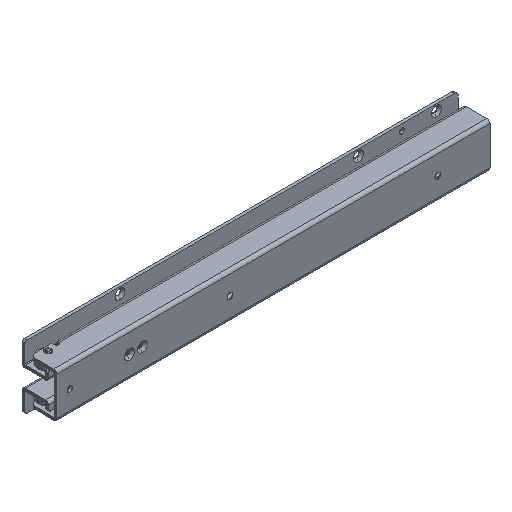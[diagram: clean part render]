
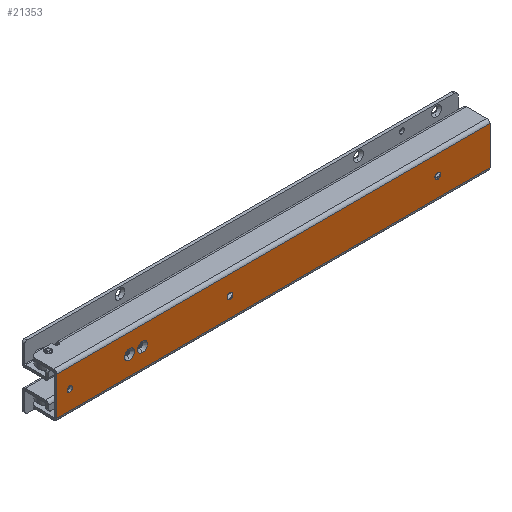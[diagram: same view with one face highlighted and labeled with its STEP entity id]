
A CAD part, isometric view. The second image highlights one B-rep face of the part: STEP entity #21353.
In plain terms, the highlighted face is planar.
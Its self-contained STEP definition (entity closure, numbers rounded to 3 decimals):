
#87 = CARTESIAN_POINT ( 'NONE',  ( 300., 0., 0. ) ) ;
#131 = CARTESIAN_POINT ( 'NONE',  ( 401., 0., 0. ) ) ;
#134 = CIRCLE ( 'NONE', #12404, 5.75 ) ;
#217 = DIRECTION ( 'NONE',  ( 0., 0., -1. ) ) ;
#368 = DIRECTION ( 'NONE',  ( 0., 0., 1. ) ) ;
#528 = VERTEX_POINT ( 'NONE', #1829 ) ;
#538 = ORIENTED_EDGE ( 'NONE', *, *, #22592, .T. ) ;
#588 = CARTESIAN_POINT ( 'NONE',  ( 401., 0., 0. ) ) ;
#734 = CARTESIAN_POINT ( 'NONE',  ( 416., 0., 0. ) ) ;
#1673 = VERTEX_POINT ( 'NONE', #8574 ) ;
#1829 = CARTESIAN_POINT ( 'NONE',  ( 60., 0., -3.15 ) ) ;
#2083 = CARTESIAN_POINT ( 'NONE',  ( 500., 0., -58. ) ) ;
#2122 = LINE ( 'NONE', #16875, #20603 ) ;
#2329 = EDGE_CURVE ( 'NONE', #2519, #2533, #11030, .T. ) ;
#2519 = VERTEX_POINT ( 'NONE', #14662 ) ;
#2533 = VERTEX_POINT ( 'NONE', #20497 ) ;
#2910 = ORIENTED_EDGE ( 'NONE', *, *, #3979, .F. ) ;
#3037 = CARTESIAN_POINT ( 'NONE',  ( 416., 0., 0. ) ) ;
#3700 = CARTESIAN_POINT ( 'NONE',  ( 485., 0., 0. ) ) ;
#3876 = VERTEX_POINT ( 'NONE', #12590 ) ;
#3979 = EDGE_CURVE ( 'NONE', #22819, #1673, #18639, .T. ) ;
#4140 = EDGE_CURVE ( 'NONE', #1673, #22819, #21036, .T. ) ;
#4181 = DIRECTION ( 'NONE',  ( 0., 0., -1. ) ) ;
#4298 = FACE_BOUND ( 'NONE', #8745, .T. ) ;
#4389 = ORIENTED_EDGE ( 'NONE', *, *, #4140, .F. ) ;
#4494 = CARTESIAN_POINT ( 'NONE',  ( 500., 0., 22. ) ) ;
#4510 = EDGE_LOOP ( 'NONE', ( #12880, #5998 ) ) ;
#4764 = CIRCLE ( 'NONE', #8696, 5.75 ) ;
#4930 = VERTEX_POINT ( 'NONE', #22728 ) ;
#4967 = CARTESIAN_POINT ( 'NONE',  ( 416., 0., -5.75 ) ) ;
#5165 = DIRECTION ( 'NONE',  ( 0., 0., 1. ) ) ;
#5299 = VECTOR ( 'NONE', #12375, 1000. ) ;
#5317 = VERTEX_POINT ( 'NONE', #7768 ) ;
#5318 = ORIENTED_EDGE ( 'NONE', *, *, #5496, .T. ) ;
#5496 = EDGE_CURVE ( 'NONE', #5317, #19626, #20406, .T. ) ;
#5519 = EDGE_LOOP ( 'NONE', ( #12116, #20299 ) ) ;
#5596 = CARTESIAN_POINT ( 'NONE',  ( 416., 0., 5.75 ) ) ;
#5960 = AXIS2_PLACEMENT_3D ( 'NONE', #3700, #20441, #13095 ) ;
#5998 = ORIENTED_EDGE ( 'NONE', *, *, #8669, .F. ) ;
#6149 = DIRECTION ( 'NONE',  ( 0., 1., 0. ) ) ;
#6266 = DIRECTION ( 'NONE',  ( 0., 0., 1. ) ) ;
#7156 = CIRCLE ( 'NONE', #21019, 3.15 ) ;
#7249 = EDGE_CURVE ( 'NONE', #4930, #3876, #134, .T. ) ;
#7487 = ORIENTED_EDGE ( 'NONE', *, *, #19913, .T. ) ;
#7722 = EDGE_CURVE ( 'NONE', #15428, #10009, #14265, .T. ) ;
#7768 = CARTESIAN_POINT ( 'NONE',  ( 0., 0., 22. ) ) ;
#7858 = EDGE_LOOP ( 'NONE', ( #538, #10379 ) ) ;
#8109 = VERTEX_POINT ( 'NONE', #4967 ) ;
#8275 = ORIENTED_EDGE ( 'NONE', *, *, #7722, .T. ) ;
#8574 = CARTESIAN_POINT ( 'NONE',  ( 300., 0., 3.15 ) ) ;
#8669 = EDGE_CURVE ( 'NONE', #528, #16165, #16964, .T. ) ;
#8696 = AXIS2_PLACEMENT_3D ( 'NONE', #3037, #12456, #20040 ) ;
#8745 = EDGE_LOOP ( 'NONE', ( #4389, #2910 ) ) ;
#8893 = DIRECTION ( 'NONE',  ( 0., 1., 0. ) ) ;
#9375 = ORIENTED_EDGE ( 'NONE', *, *, #18366, .T. ) ;
#9532 = DIRECTION ( 'NONE',  ( 0., 0., -1. ) ) ;
#10009 = VERTEX_POINT ( 'NONE', #14405 ) ;
#10379 = ORIENTED_EDGE ( 'NONE', *, *, #13862, .T. ) ;
#10631 = AXIS2_PLACEMENT_3D ( 'NONE', #15217, #12843, #5165 ) ;
#10971 = CARTESIAN_POINT ( 'NONE',  ( 500., 0., 22. ) ) ;
#11030 = CIRCLE ( 'NONE', #20548, 3.1 ) ;
#11090 = AXIS2_PLACEMENT_3D ( 'NONE', #2083, #17214, #217 ) ;
#11351 = DIRECTION ( 'NONE',  ( 0., 0., 1. ) ) ;
#11484 = FACE_BOUND ( 'NONE', #23730, .T. ) ;
#11604 = CARTESIAN_POINT ( 'NONE',  ( 485., 0., 0. ) ) ;
#11609 = DIRECTION ( 'NONE',  ( 0., 1., 0. ) ) ;
#12116 = ORIENTED_EDGE ( 'NONE', *, *, #21243, .F. ) ;
#12375 = DIRECTION ( 'NONE',  ( 0., 0., -1. ) ) ;
#12404 = AXIS2_PLACEMENT_3D ( 'NONE', #588, #21185, #4181 ) ;
#12456 = DIRECTION ( 'NONE',  ( 0., -1., 0. ) ) ;
#12569 = AXIS2_PLACEMENT_3D ( 'NONE', #131, #18970, #9532 ) ;
#12590 = CARTESIAN_POINT ( 'NONE',  ( 401., 0., -5.75 ) ) ;
#12843 = DIRECTION ( 'NONE',  ( 0., 1., 0. ) ) ;
#12880 = ORIENTED_EDGE ( 'NONE', *, *, #21636, .F. ) ;
#13095 = DIRECTION ( 'NONE',  ( 0., 0., 1. ) ) ;
#13308 = CARTESIAN_POINT ( 'NONE',  ( 60., 0., 0. ) ) ;
#13708 = FACE_BOUND ( 'NONE', #5519, .T. ) ;
#13862 = EDGE_CURVE ( 'NONE', #8109, #15257, #4764, .T. ) ;
#13933 = CIRCLE ( 'NONE', #20286, 5.75 ) ;
#14061 = EDGE_CURVE ( 'NONE', #10009, #5317, #2122, .T. ) ;
#14265 = LINE ( 'NONE', #18485, #23529 ) ;
#14405 = CARTESIAN_POINT ( 'NONE',  ( 0., 0., -22. ) ) ;
#14662 = CARTESIAN_POINT ( 'NONE',  ( 485., 0., -3.1 ) ) ;
#14726 = CARTESIAN_POINT ( 'NONE',  ( 500., 0., 58. ) ) ;
#14953 = CARTESIAN_POINT ( 'NONE',  ( 60., 0., 3.15 ) ) ;
#15104 = FACE_BOUND ( 'NONE', #7858, .T. ) ;
#15107 = VECTOR ( 'NONE', #20774, 1000. ) ;
#15217 = CARTESIAN_POINT ( 'NONE',  ( 60., 0., 0. ) ) ;
#15246 = CARTESIAN_POINT ( 'NONE',  ( 300., 0., -3.15 ) ) ;
#15257 = VERTEX_POINT ( 'NONE', #5596 ) ;
#15428 = VERTEX_POINT ( 'NONE', #19613 ) ;
#15651 = DIRECTION ( 'NONE',  ( 0., 0., -1. ) ) ;
#16165 = VERTEX_POINT ( 'NONE', #14953 ) ;
#16875 = CARTESIAN_POINT ( 'NONE',  ( 0., 0., 58. ) ) ;
#16964 = CIRCLE ( 'NONE', #10631, 3.15 ) ;
#17214 = DIRECTION ( 'NONE',  ( 0., -1., 0. ) ) ;
#17864 = AXIS2_PLACEMENT_3D ( 'NONE', #87, #11609, #6266 ) ;
#18328 = CARTESIAN_POINT ( 'NONE',  ( 300., 0., 0. ) ) ;
#18366 = EDGE_CURVE ( 'NONE', #19626, #15428, #20071, .T. ) ;
#18485 = CARTESIAN_POINT ( 'NONE',  ( 500., 0., -22. ) ) ;
#18639 = CIRCLE ( 'NONE', #21810, 3.15 ) ;
#18970 = DIRECTION ( 'NONE',  ( 0., -1., 0. ) ) ;
#19077 = FACE_BOUND ( 'NONE', #4510, .T. ) ;
#19569 = ORIENTED_EDGE ( 'NONE', *, *, #7249, .T. ) ;
#19613 = CARTESIAN_POINT ( 'NONE',  ( 500., 0., -22. ) ) ;
#19626 = VERTEX_POINT ( 'NONE', #4494 ) ;
#19913 = EDGE_CURVE ( 'NONE', #3876, #4930, #24474, .T. ) ;
#20040 = DIRECTION ( 'NONE',  ( 0., 0., -1. ) ) ;
#20071 = LINE ( 'NONE', #14726, #5299 ) ;
#20286 = AXIS2_PLACEMENT_3D ( 'NONE', #734, #23449, #15651 ) ;
#20299 = ORIENTED_EDGE ( 'NONE', *, *, #2329, .F. ) ;
#20406 = LINE ( 'NONE', #10971, #15107 ) ;
#20441 = DIRECTION ( 'NONE',  ( 0., 1., 0. ) ) ;
#20497 = CARTESIAN_POINT ( 'NONE',  ( 485., 0., 3.1 ) ) ;
#20548 = AXIS2_PLACEMENT_3D ( 'NONE', #11604, #21164, #22778 ) ;
#20603 = VECTOR ( 'NONE', #368, 1000. ) ;
#20774 = DIRECTION ( 'NONE',  ( 1., 0., 0. ) ) ;
#21019 = AXIS2_PLACEMENT_3D ( 'NONE', #13308, #6149, #21154 ) ;
#21036 = CIRCLE ( 'NONE', #17864, 3.15 ) ;
#21154 = DIRECTION ( 'NONE',  ( 0., 0., 1. ) ) ;
#21164 = DIRECTION ( 'NONE',  ( 0., 1., 0. ) ) ;
#21185 = DIRECTION ( 'NONE',  ( 0., -1., 0. ) ) ;
#21243 = EDGE_CURVE ( 'NONE', #2533, #2519, #24167, .T. ) ;
#21292 = PLANE ( 'NONE',  #11090 ) ;
#21353 = ADVANCED_FACE ( 'NONE', ( #11484, #15104, #19077, #4298, #13708, #22677 ), #21292, .F. ) ;
#21636 = EDGE_CURVE ( 'NONE', #16165, #528, #7156, .T. ) ;
#21810 = AXIS2_PLACEMENT_3D ( 'NONE', #18328, #8893, #11351 ) ;
#21854 = DIRECTION ( 'NONE',  ( -1., 0., 0. ) ) ;
#22592 = EDGE_CURVE ( 'NONE', #15257, #8109, #13933, .T. ) ;
#22626 = EDGE_LOOP ( 'NONE', ( #9375, #8275, #22950, #5318 ) ) ;
#22677 = FACE_OUTER_BOUND ( 'NONE', #22626, .T. ) ;
#22728 = CARTESIAN_POINT ( 'NONE',  ( 401., 0., 5.75 ) ) ;
#22778 = DIRECTION ( 'NONE',  ( 0., 0., 1. ) ) ;
#22819 = VERTEX_POINT ( 'NONE', #15246 ) ;
#22950 = ORIENTED_EDGE ( 'NONE', *, *, #14061, .T. ) ;
#23449 = DIRECTION ( 'NONE',  ( 0., -1., 0. ) ) ;
#23529 = VECTOR ( 'NONE', #21854, 1000. ) ;
#23730 = EDGE_LOOP ( 'NONE', ( #19569, #7487 ) ) ;
#24167 = CIRCLE ( 'NONE', #5960, 3.1 ) ;
#24474 = CIRCLE ( 'NONE', #12569, 5.75 ) ;
